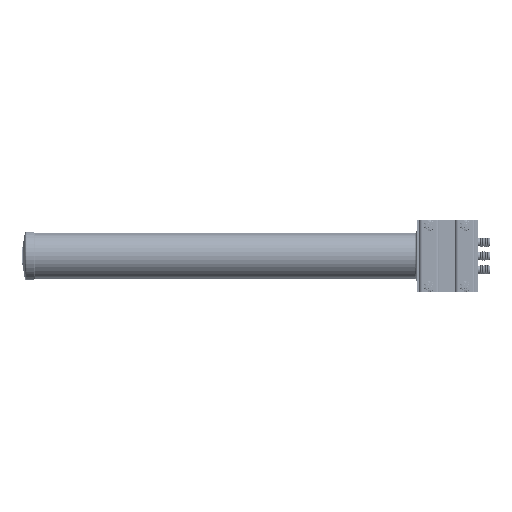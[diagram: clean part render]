
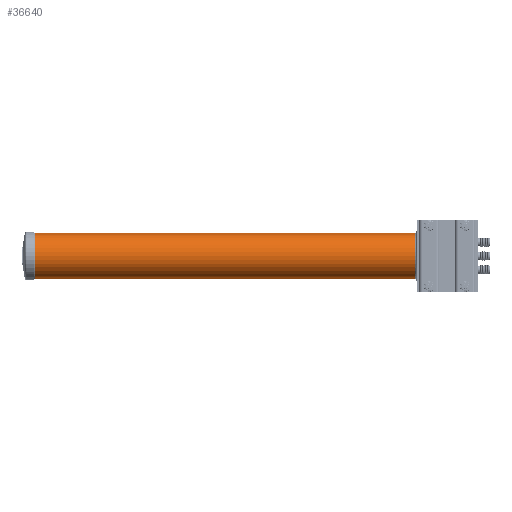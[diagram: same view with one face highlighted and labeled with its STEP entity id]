
A CAD part, front view. The second image highlights one B-rep face of the part: STEP entity #36640.
In plain terms, the highlighted cylindrical face has radius 37.465 mm (diameter 74.93 mm), a partial arc.
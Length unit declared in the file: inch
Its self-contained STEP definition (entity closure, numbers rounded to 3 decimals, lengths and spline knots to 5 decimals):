
#2525 = AXIS2_PLACEMENT_3D ( 'NONE', #29135, #15541, #34733 ) ;
#3052 = EDGE_LOOP ( 'NONE', ( #26583, #60026, #9277, #47890 ) ) ;
#3868 = LINE ( 'NONE', #23063, #9533 ) ;
#9277 = ORIENTED_EDGE ( 'NONE', *, *, #21206, .T. ) ;
#9533 = VECTOR ( 'NONE', #51981, 39.37008 ) ;
#11225 = VERTEX_POINT ( 'NONE', #39016 ) ;
#12785 = DIRECTION ( 'NONE',  ( 0., 0., -1. ) ) ;
#14084 = CIRCLE ( 'NONE', #19069, 1.475 ) ;
#15541 = DIRECTION ( 'NONE',  ( 1., 0., 0. ) ) ;
#19069 = AXIS2_PLACEMENT_3D ( 'NONE', #42412, #38020, #56864 ) ;
#19552 = CARTESIAN_POINT ( 'NONE',  ( -28.55088, 0., 1.475 ) ) ;
#20110 = VERTEX_POINT ( 'NONE', #38388 ) ;
#21206 = EDGE_CURVE ( 'NONE', #11225, #20110, #39245, .T. ) ;
#21904 = CARTESIAN_POINT ( 'NONE',  ( -29.375, 0., 0. ) ) ;
#23063 = CARTESIAN_POINT ( 'NONE',  ( -29.375, 0., 1.475 ) ) ;
#25077 = FACE_OUTER_BOUND ( 'NONE', #3052, .T. ) ;
#26583 = ORIENTED_EDGE ( 'NONE', *, *, #47302, .F. ) ;
#29135 = CARTESIAN_POINT ( 'NONE',  ( -28.55088, 0., 0. ) ) ;
#32290 = DIRECTION ( 'NONE',  ( 1., 0., 0. ) ) ;
#33040 = EDGE_CURVE ( 'NONE', #56181, #11225, #40722, .T. ) ;
#34733 = DIRECTION ( 'NONE',  ( 0., 0., -1. ) ) ;
#36640 = ADVANCED_FACE ( 'NONE', ( #25077 ), #44292, .T. ) ;
#38020 = DIRECTION ( 'NONE',  ( 1., 0., 0. ) ) ;
#38388 = CARTESIAN_POINT ( 'NONE',  ( -4.05894, 0., -1.475 ) ) ;
#39016 = CARTESIAN_POINT ( 'NONE',  ( -28.55088, 0., -1.475 ) ) ;
#39245 = LINE ( 'NONE', #59307, #60639 ) ;
#40616 = EDGE_CURVE ( 'NONE', #58269, #20110, #14084, .T. ) ;
#40722 = CIRCLE ( 'NONE', #2525, 1.475 ) ;
#42412 = CARTESIAN_POINT ( 'NONE',  ( -4.05894, 0., 0. ) ) ;
#44292 = CYLINDRICAL_SURFACE ( 'NONE', #57218, 1.475 ) ;
#47302 = EDGE_CURVE ( 'NONE', #56181, #58269, #3868, .T. ) ;
#47890 = ORIENTED_EDGE ( 'NONE', *, *, #40616, .F. ) ;
#51981 = DIRECTION ( 'NONE',  ( 1., 0., 0. ) ) ;
#53067 = DIRECTION ( 'NONE',  ( 1., 0., 0. ) ) ;
#56181 = VERTEX_POINT ( 'NONE', #19552 ) ;
#56864 = DIRECTION ( 'NONE',  ( 0., 0., -1. ) ) ;
#57218 = AXIS2_PLACEMENT_3D ( 'NONE', #21904, #32290, #12785 ) ;
#58269 = VERTEX_POINT ( 'NONE', #59145 ) ;
#59145 = CARTESIAN_POINT ( 'NONE',  ( -4.05894, 0., 1.475 ) ) ;
#59307 = CARTESIAN_POINT ( 'NONE',  ( -29.375, 0., -1.475 ) ) ;
#60026 = ORIENTED_EDGE ( 'NONE', *, *, #33040, .T. ) ;
#60639 = VECTOR ( 'NONE', #53067, 39.37008 ) ;
